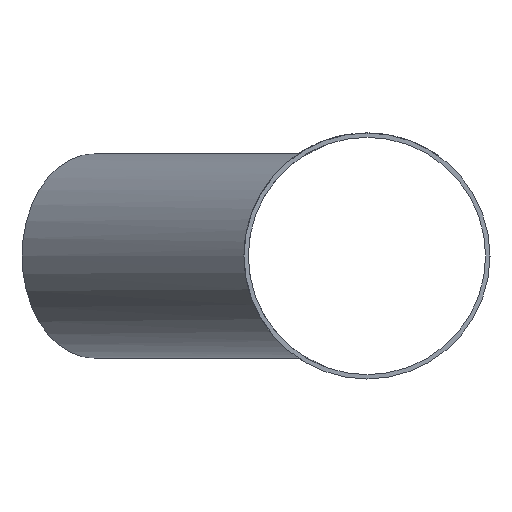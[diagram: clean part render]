
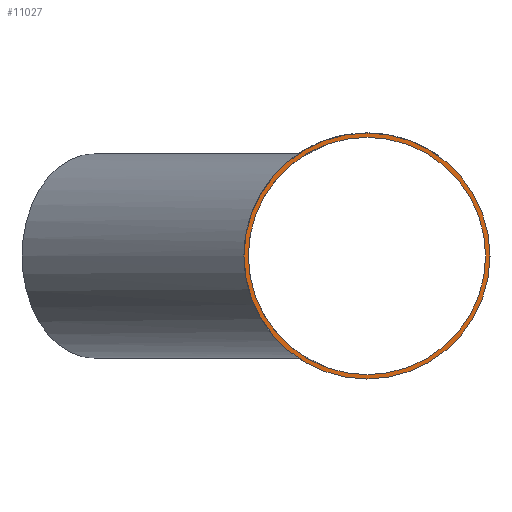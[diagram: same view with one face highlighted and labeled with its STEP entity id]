
A CAD part, left-side view. The second image highlights one B-rep face of the part: STEP entity #11027.
In plain terms, the highlighted planar face has unit normal (-1, 0, 0).
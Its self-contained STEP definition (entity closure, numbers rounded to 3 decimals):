
#3483 = EDGE_CURVE ( 'NONE', #14929, #14929, #3866, .T. ) ;
#3866 = CIRCLE ( 'NONE', #27257, 84.15 ) ;
#5793 = EDGE_CURVE ( 'NONE', #30778, #30778, #13988, .T. ) ;
#5819 = CARTESIAN_POINT ( 'NONE',  ( -174., 0., 0. ) ) ;
#7199 = DIRECTION ( 'NONE',  ( -1., 0., 0. ) ) ;
#8215 = EDGE_LOOP ( 'NONE', ( #34136 ) ) ;
#9389 = CARTESIAN_POINT ( 'NONE',  ( -174., 0., 0. ) ) ;
#10005 = EDGE_LOOP ( 'NONE', ( #26507 ) ) ;
#10579 = AXIS2_PLACEMENT_3D ( 'NONE', #5819, #14428, #19960 ) ;
#11027 = ADVANCED_FACE ( 'NONE', ( #30447, #29613 ), #24764, .T. ) ;
#13988 = CIRCLE ( 'NONE', #15847, 81.15 ) ;
#14428 = DIRECTION ( 'NONE',  ( -1., 0., 0. ) ) ;
#14929 = VERTEX_POINT ( 'NONE', #34385 ) ;
#14960 = CARTESIAN_POINT ( 'NONE',  ( -174., 0., 81.15 ) ) ;
#15847 = AXIS2_PLACEMENT_3D ( 'NONE', #28896, #7199, #26501 ) ;
#17934 = DIRECTION ( 'NONE',  ( -1., 0., 0. ) ) ;
#19960 = DIRECTION ( 'NONE',  ( 0., 0., 1. ) ) ;
#24764 = PLANE ( 'NONE',  #10579 ) ;
#26501 = DIRECTION ( 'NONE',  ( 0., 0., 1. ) ) ;
#26507 = ORIENTED_EDGE ( 'NONE', *, *, #5793, .F. ) ;
#27257 = AXIS2_PLACEMENT_3D ( 'NONE', #9389, #17934, #28919 ) ;
#28896 = CARTESIAN_POINT ( 'NONE',  ( -174., 0., 0. ) ) ;
#28919 = DIRECTION ( 'NONE',  ( 0., 0., 1. ) ) ;
#29613 = FACE_OUTER_BOUND ( 'NONE', #8215, .T. ) ;
#30447 = FACE_BOUND ( 'NONE', #10005, .T. ) ;
#30778 = VERTEX_POINT ( 'NONE', #14960 ) ;
#34136 = ORIENTED_EDGE ( 'NONE', *, *, #3483, .T. ) ;
#34385 = CARTESIAN_POINT ( 'NONE',  ( -174., 0., 84.15 ) ) ;
